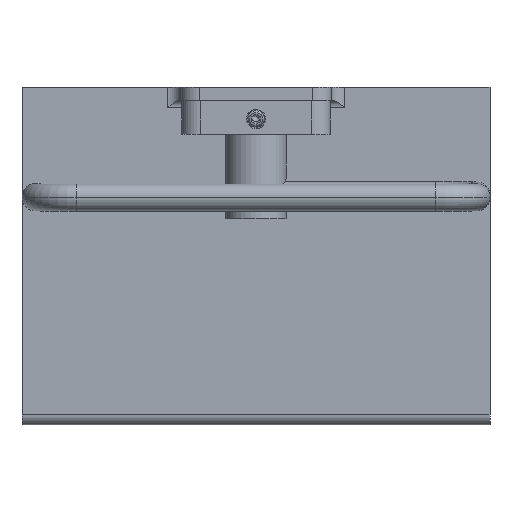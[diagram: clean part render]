
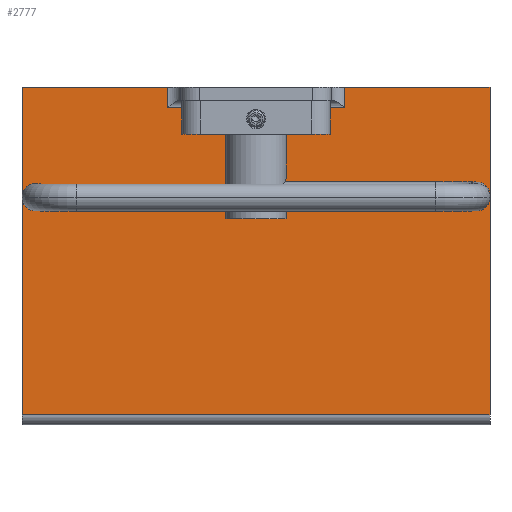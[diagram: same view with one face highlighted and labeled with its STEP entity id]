
A CAD part, front view. The second image highlights one B-rep face of the part: STEP entity #2777.
In plain terms, the highlighted planar face has unit normal (0, -1, 0).
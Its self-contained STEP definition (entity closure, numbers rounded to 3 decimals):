
#81 = DIRECTION ( 'NONE',  ( 0., 0., -1. ) ) ;
#159 = CARTESIAN_POINT ( 'NONE',  ( -56.28, 45.371, 55.163 ) ) ;
#223 = ORIENTED_EDGE ( 'NONE', *, *, #841, .T. ) ;
#241 = PLANE ( 'NONE',  #1413 ) ;
#260 = VERTEX_POINT ( 'NONE', #1978 ) ;
#277 = VECTOR ( 'NONE', #2225, 1000. ) ;
#353 = VECTOR ( 'NONE', #2171, 1000. ) ;
#400 = CARTESIAN_POINT ( 'NONE',  ( -99.28, 45.371, 55.163 ) ) ;
#471 = DIRECTION ( 'NONE',  ( 0., 0., -1. ) ) ;
#477 = LINE ( 'NONE', #2699, #1387 ) ;
#478 = VERTEX_POINT ( 'NONE', #2513 ) ;
#735 = CARTESIAN_POINT ( 'NONE',  ( 39.22, 45.371, -41.837 ) ) ;
#841 = EDGE_CURVE ( 'NONE', #260, #3097, #1004, .T. ) ;
#851 = LINE ( 'NONE', #2757, #1302 ) ;
#863 = DIRECTION ( 'NONE',  ( 0., 0., 1. ) ) ;
#917 = DIRECTION ( 'NONE',  ( 0., 0., 1. ) ) ;
#946 = ORIENTED_EDGE ( 'NONE', *, *, #2629, .F. ) ;
#980 = VERTEX_POINT ( 'NONE', #1710 ) ;
#994 = CARTESIAN_POINT ( 'NONE',  ( -56.28, 45.371, 49.163 ) ) ;
#1004 = LINE ( 'NONE', #1183, #2480 ) ;
#1045 = FACE_OUTER_BOUND ( 'NONE', #3073, .T. ) ;
#1183 = CARTESIAN_POINT ( 'NONE',  ( 39.22, 45.371, 55.163 ) ) ;
#1208 = CARTESIAN_POINT ( 'NONE',  ( 39.22, 45.371, 49.163 ) ) ;
#1210 = EDGE_CURVE ( 'NONE', #1216, #980, #851, .T. ) ;
#1216 = VERTEX_POINT ( 'NONE', #1551 ) ;
#1221 = VERTEX_POINT ( 'NONE', #2317 ) ;
#1246 = ORIENTED_EDGE ( 'NONE', *, *, #1210, .T. ) ;
#1292 = VERTEX_POINT ( 'NONE', #400 ) ;
#1302 = VECTOR ( 'NONE', #81, 1000. ) ;
#1316 = ORIENTED_EDGE ( 'NONE', *, *, #1820, .T. ) ;
#1328 = EDGE_CURVE ( 'NONE', #980, #2950, #2292, .T. ) ;
#1348 = LINE ( 'NONE', #159, #2333 ) ;
#1387 = VECTOR ( 'NONE', #1504, 1000. ) ;
#1413 = AXIS2_PLACEMENT_3D ( 'NONE', #1691, #3111, #471 ) ;
#1444 = EDGE_CURVE ( 'NONE', #3097, #1216, #2592, .T. ) ;
#1504 = DIRECTION ( 'NONE',  ( -1., 0., 0. ) ) ;
#1551 = CARTESIAN_POINT ( 'NONE',  ( -3.78, 45.371, 55.163 ) ) ;
#1592 = DIRECTION ( 'NONE',  ( 0., 0., 1. ) ) ;
#1691 = CARTESIAN_POINT ( 'NONE',  ( 39.22, 45.371, 55.163 ) ) ;
#1710 = CARTESIAN_POINT ( 'NONE',  ( -3.78, 45.371, 49.163 ) ) ;
#1793 = CARTESIAN_POINT ( 'NONE',  ( -99.28, 45.371, 55.163 ) ) ;
#1820 = EDGE_CURVE ( 'NONE', #478, #1292, #477, .T. ) ;
#1978 = CARTESIAN_POINT ( 'NONE',  ( 39.22, 45.371, -41.837 ) ) ;
#1999 = CARTESIAN_POINT ( 'NONE',  ( 39.22, 45.371, 55.163 ) ) ;
#2090 = EDGE_CURVE ( 'NONE', #2950, #478, #1348, .T. ) ;
#2171 = DIRECTION ( 'NONE',  ( -1., 0., 0. ) ) ;
#2181 = VECTOR ( 'NONE', #863, 1000. ) ;
#2199 = DIRECTION ( 'NONE',  ( -1., 0., 0. ) ) ;
#2225 = DIRECTION ( 'NONE',  ( -1., 0., 0. ) ) ;
#2280 = ORIENTED_EDGE ( 'NONE', *, *, #2857, .F. ) ;
#2292 = LINE ( 'NONE', #1208, #353 ) ;
#2317 = CARTESIAN_POINT ( 'NONE',  ( -99.28, 45.371, -41.837 ) ) ;
#2333 = VECTOR ( 'NONE', #1592, 1000. ) ;
#2465 = ORIENTED_EDGE ( 'NONE', *, *, #1444, .T. ) ;
#2480 = VECTOR ( 'NONE', #917, 1000. ) ;
#2482 = LINE ( 'NONE', #1793, #2181 ) ;
#2513 = CARTESIAN_POINT ( 'NONE',  ( -56.28, 45.371, 55.163 ) ) ;
#2592 = LINE ( 'NONE', #2955, #3010 ) ;
#2629 = EDGE_CURVE ( 'NONE', #1221, #1292, #2482, .T. ) ;
#2699 = CARTESIAN_POINT ( 'NONE',  ( 39.22, 45.371, 55.163 ) ) ;
#2757 = CARTESIAN_POINT ( 'NONE',  ( -3.78, 45.371, 55.163 ) ) ;
#2777 = ADVANCED_FACE ( 'NONE', ( #1045 ), #241, .T. ) ;
#2849 = ORIENTED_EDGE ( 'NONE', *, *, #1328, .T. ) ;
#2857 = EDGE_CURVE ( 'NONE', #260, #1221, #3057, .T. ) ;
#2950 = VERTEX_POINT ( 'NONE', #994 ) ;
#2955 = CARTESIAN_POINT ( 'NONE',  ( 39.22, 45.371, 55.163 ) ) ;
#3010 = VECTOR ( 'NONE', #2199, 1000. ) ;
#3057 = LINE ( 'NONE', #735, #277 ) ;
#3073 = EDGE_LOOP ( 'NONE', ( #2465, #1246, #2849, #3143, #1316, #946, #2280, #223 ) ) ;
#3097 = VERTEX_POINT ( 'NONE', #1999 ) ;
#3111 = DIRECTION ( 'NONE',  ( 0., -1., 0. ) ) ;
#3143 = ORIENTED_EDGE ( 'NONE', *, *, #2090, .T. ) ;
